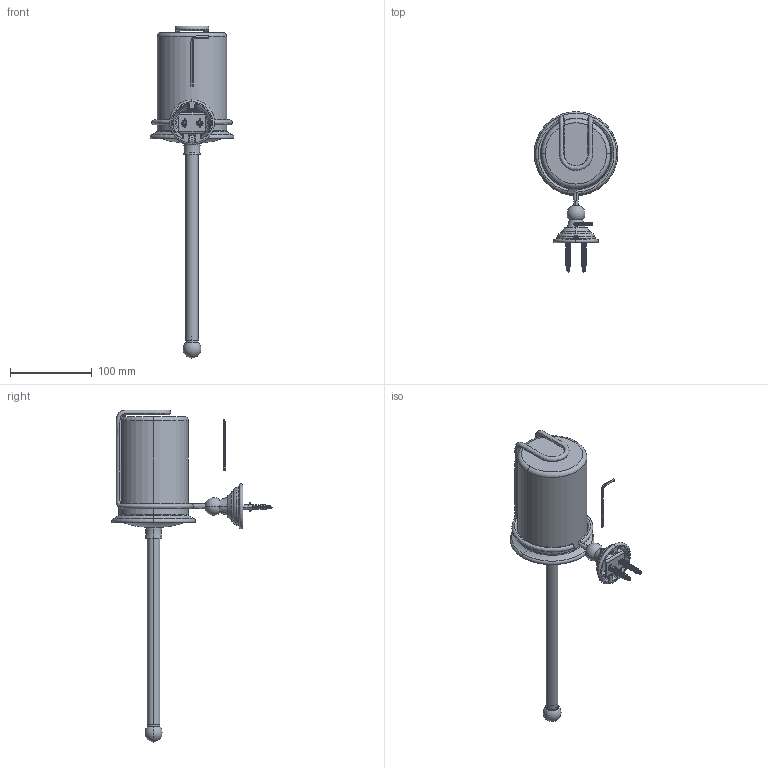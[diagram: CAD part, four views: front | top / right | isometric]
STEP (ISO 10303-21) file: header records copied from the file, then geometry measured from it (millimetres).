
FILE_DESCRIPTION((''),'2;1');
FILE_NAME('JCA0131CH_ASM','2021-07-23T16:32:34',('25393'),(''),'CREO PARAMETRIC BY PTC INC, 2018020','CREO PARAMETRIC BY PTC INC, 2018020','');
FILE_SCHEMA(('CONFIG_CONTROL_DESIGN'));
Products named in the file (21): 2005001-012; 2004130-042; 2004104-072; 2004130-041_ASM; TC-031; 7001030-282; 7001030-135; 7001030-134; 2004130-092; 2004130-373; 2004130-091_ASM; 2004130-372; JQ-15X1_5; 2004130-132; 7005025-022; ZG-4_2X38-YDS; JD-S6; DS-M5X7-J; S2_5; DS-M5X10-J; JCA0131CH_ASM
Assembly tree (23 placements, depth 3):
  JCA0131CH_ASM
    2005001-012
    2004130-041_ASM
      2004130-042
      2004104-072
    TC-031
    7001030-282
    7001030-135
    7001030-134
    2004130-091_ASM
      2004130-092
      2004130-373
    2004130-372
    JQ-15X1_5  x2
    2004130-132
    7005025-022
    ZG-4_2X38-YDS  x2
    JD-S6  x2
    DS-M5X7-J
    S2_5
    DS-M5X10-J
Bounding box: 102.68 x 196.7 x 406.32 mm (x, y, z)
Volume: 322524.1 mm3; surface area: 206651.3 mm2
Topology: 22 solids, 22 shells, 2050 faces, 4765 edges, 3059 vertices
Faces by surface type: cylinder 1103, plane 454, bspline 199, sphere 141, torus 99, cone 54
Entity records: 89968 total; most frequent: CARTESIAN_POINT 52398, ORIENTED_EDGE 8060, DIRECTION 6708, EDGE_CURVE 4030, AXIS2_PLACEMENT_3D 2683, VERTEX_POINT 2610, EDGE_LOOP 2118, FACE_OUTER_BOUND 1776
